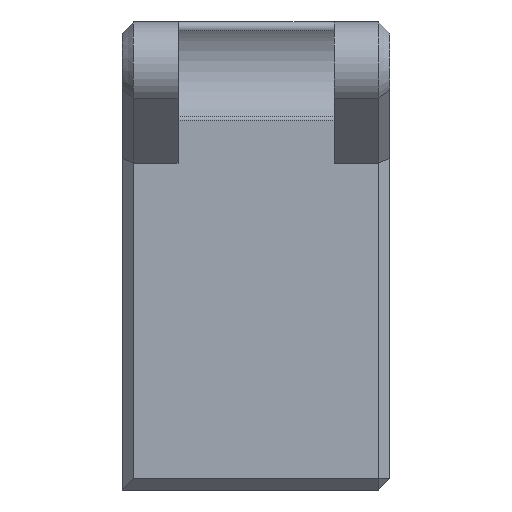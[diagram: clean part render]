
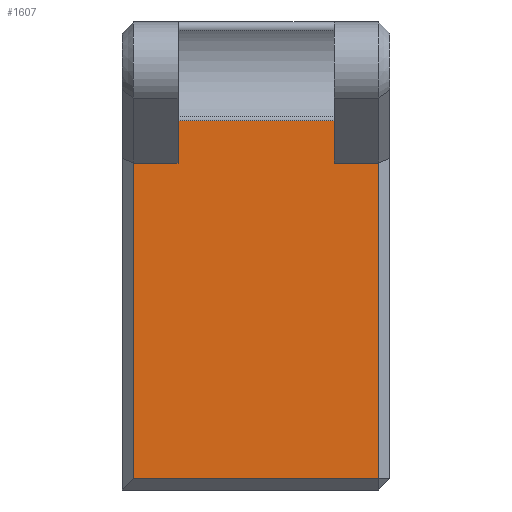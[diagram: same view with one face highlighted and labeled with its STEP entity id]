
A CAD part, left-side view. The second image highlights one B-rep face of the part: STEP entity #1607.
In plain terms, the highlighted planar face has unit normal (-1, 0, 0).
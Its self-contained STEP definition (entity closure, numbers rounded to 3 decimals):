
#147=FACE_OUTER_BOUND('',#240,.T.);
#240=EDGE_LOOP('',(#1203,#1204,#1205,#1206,#1207,#1208,#1209,#1210));
#344=LINE('',#2432,#518);
#346=LINE('',#2435,#520);
#347=LINE('',#2437,#521);
#348=LINE('',#2440,#522);
#350=LINE('',#2444,#524);
#369=LINE('',#2493,#543);
#370=LINE('',#2494,#544);
#371=LINE('',#2495,#545);
#518=VECTOR('',#1957,1.);
#520=VECTOR('',#1961,1.);
#521=VECTOR('',#1964,1.);
#522=VECTOR('',#1967,1.);
#524=VECTOR('',#1971,1.);
#543=VECTOR('',#2020,1.);
#544=VECTOR('',#2021,1.);
#545=VECTOR('',#2022,1.);
#673=VERTEX_POINT('',#2349);
#675=VERTEX_POINT('',#2355);
#700=VERTEX_POINT('',#2429);
#701=VERTEX_POINT('',#2431);
#702=VERTEX_POINT('',#2439);
#703=VERTEX_POINT('',#2443);
#709=VERTEX_POINT('',#2458);
#718=VERTEX_POINT('',#2492);
#870=EDGE_CURVE('',#700,#701,#344,.T.);
#872=EDGE_CURVE('',#701,#673,#346,.T.);
#873=EDGE_CURVE('',#673,#675,#347,.T.);
#874=EDGE_CURVE('',#702,#675,#348,.T.);
#876=EDGE_CURVE('',#702,#703,#350,.T.);
#900=EDGE_CURVE('',#718,#700,#369,.T.);
#901=EDGE_CURVE('',#718,#709,#370,.T.);
#902=EDGE_CURVE('',#709,#703,#371,.T.);
#1203=ORIENTED_EDGE('',*,*,#900,.F.);
#1204=ORIENTED_EDGE('',*,*,#901,.T.);
#1205=ORIENTED_EDGE('',*,*,#902,.T.);
#1206=ORIENTED_EDGE('',*,*,#876,.F.);
#1207=ORIENTED_EDGE('',*,*,#874,.T.);
#1208=ORIENTED_EDGE('',*,*,#873,.F.);
#1209=ORIENTED_EDGE('',*,*,#872,.F.);
#1210=ORIENTED_EDGE('',*,*,#870,.F.);
#1532=PLANE('',#1739);
#1607=ADVANCED_FACE('',(#147),#1532,.T.);
#1739=AXIS2_PLACEMENT_3D('',#2491,#2018,#2019);
#1957=DIRECTION('',(0.,-1.,0.));
#1961=DIRECTION('',(0.,0.,1.));
#1964=DIRECTION('',(0.,-1.,0.));
#1967=DIRECTION('',(0.,0.,1.));
#1971=DIRECTION('',(0.,-1.,0.));
#2018=DIRECTION('center_axis',(-1.,0.,0.));
#2019=DIRECTION('ref_axis',(0.,1.,0.));
#2020=DIRECTION('',(0.,0.,1.));
#2021=DIRECTION('',(0.,-1.,0.));
#2022=DIRECTION('',(0.,0.,1.));
#2349=CARTESIAN_POINT('',(-56.,-19.,24.127));
#2355=CARTESIAN_POINT('',(-56.,-33.,24.127));
#2429=CARTESIAN_POINT('',(-56.,-15.,20.343));
#2431=CARTESIAN_POINT('',(-56.,-19.,20.343));
#2432=CARTESIAN_POINT('',(-56.,-14.,20.343));
#2435=CARTESIAN_POINT('',(-56.,-19.,8.586));
#2437=CARTESIAN_POINT('',(-56.,-19.,24.127));
#2439=CARTESIAN_POINT('',(-56.,-33.,20.343));
#2440=CARTESIAN_POINT('',(-56.,-33.,8.586));
#2443=CARTESIAN_POINT('',(-56.,-37.,20.343));
#2444=CARTESIAN_POINT('',(-56.,-23.5,20.343));
#2458=CARTESIAN_POINT('',(-56.,-37.,-8.));
#2491=CARTESIAN_POINT('Origin',(-56.,-14.,-9.));
#2492=CARTESIAN_POINT('',(-56.,-15.,-8.));
#2493=CARTESIAN_POINT('',(-56.,-15.,-9.));
#2494=CARTESIAN_POINT('',(-56.,-14.,-8.));
#2495=CARTESIAN_POINT('',(-56.,-37.,-9.));
